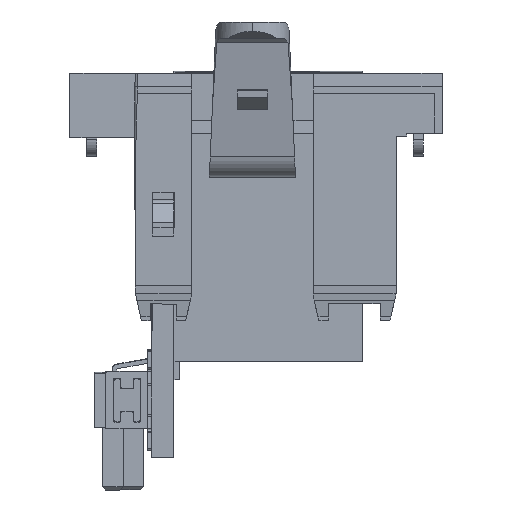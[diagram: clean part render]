
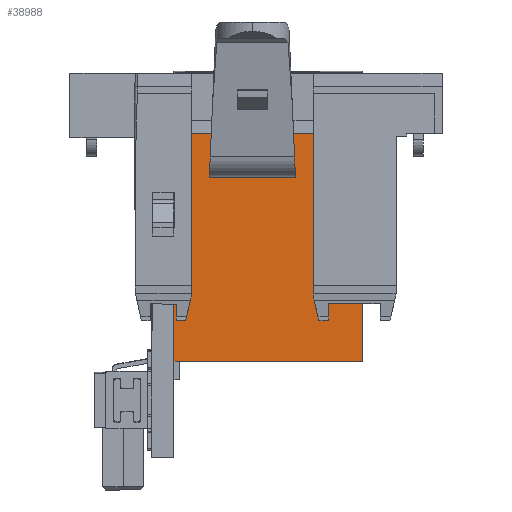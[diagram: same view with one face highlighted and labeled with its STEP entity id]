
A CAD part, front view. The second image highlights one B-rep face of the part: STEP entity #38988.
In plain terms, the highlighted planar face has unit normal (0, -1, -0.004).
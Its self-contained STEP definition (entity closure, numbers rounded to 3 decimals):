
#730 = AXIS2_PLACEMENT_3D ( 'NONE', #15501, #61929, #22183 ) ;
#7198 = LINE ( 'NONE', #34917, #40387 ) ;
#7389 = VERTEX_POINT ( 'NONE', #57991 ) ;
#10521 = EDGE_CURVE ( 'NONE', #67172, #79962, #84534, .T. ) ;
#10605 = CARTESIAN_POINT ( 'NONE',  ( 111.305, 11.709, 82.858 ) ) ;
#14641 = CARTESIAN_POINT ( 'NONE',  ( 97.386, 11.709, 82.858 ) ) ;
#14731 = ORIENTED_EDGE ( 'NONE', *, *, #42390, .F. ) ;
#15501 = CARTESIAN_POINT ( 'NONE',  ( 97.986, 11.709, 82.858 ) ) ;
#19107 = ORIENTED_EDGE ( 'NONE', *, *, #34824, .T. ) ;
#22183 = DIRECTION ( 'NONE',  ( 0., -0.004, 1. ) ) ;
#22715 = DIRECTION ( 'NONE',  ( 1., 0., 0. ) ) ;
#23941 = LINE ( 'NONE', #62182, #57185 ) ;
#26884 = CARTESIAN_POINT ( 'NONE',  ( 111.305, 11.709, 82.858 ) ) ;
#29301 = ORIENTED_EDGE ( 'NONE', *, *, #44467, .T. ) ;
#34347 = DIRECTION ( 'NONE',  ( 0., 0.004, -1. ) ) ;
#34786 = VERTEX_POINT ( 'NONE', #14641 ) ;
#34824 = EDGE_CURVE ( 'NONE', #34786, #7389, #7198, .T. ) ;
#34917 = CARTESIAN_POINT ( 'NONE',  ( 97.386, 11.793, 63.584 ) ) ;
#37913 = LINE ( 'NONE', #68938, #71102 ) ;
#38988 = ADVANCED_FACE ( 'NONE', ( #73472 ), #68288, .F. ) ;
#40387 = VECTOR ( 'NONE', #34347, 1000. ) ;
#42390 = EDGE_CURVE ( 'NONE', #34786, #67172, #23941, .T. ) ;
#44467 = EDGE_CURVE ( 'NONE', #7389, #79962, #37913, .T. ) ;
#46887 = DIRECTION ( 'NONE',  ( 0., 0.004, -1. ) ) ;
#56323 = ORIENTED_EDGE ( 'NONE', *, *, #10521, .F. ) ;
#57185 = VECTOR ( 'NONE', #22715, 1000. ) ;
#57991 = CARTESIAN_POINT ( 'NONE',  ( 97.386, 11.802, 61.509 ) ) ;
#61929 = DIRECTION ( 'NONE',  ( 0., 1., 0.004 ) ) ;
#62182 = CARTESIAN_POINT ( 'NONE',  ( 97.386, 11.709, 82.858 ) ) ;
#67172 = VERTEX_POINT ( 'NONE', #10605 ) ;
#68288 = PLANE ( 'NONE',  #730 ) ;
#68938 = CARTESIAN_POINT ( 'NONE',  ( 97.386, 11.802, 61.509 ) ) ;
#71102 = VECTOR ( 'NONE', #75583, 1000. ) ;
#71793 = CARTESIAN_POINT ( 'NONE',  ( 111.305, 11.802, 61.509 ) ) ;
#73472 = FACE_OUTER_BOUND ( 'NONE', #75977, .T. ) ;
#75583 = DIRECTION ( 'NONE',  ( 1., 0., 0. ) ) ;
#75977 = EDGE_LOOP ( 'NONE', ( #19107, #29301, #56323, #14731 ) ) ;
#79962 = VERTEX_POINT ( 'NONE', #71793 ) ;
#80404 = VECTOR ( 'NONE', #46887, 1000. ) ;
#84534 = LINE ( 'NONE', #26884, #80404 ) ;
